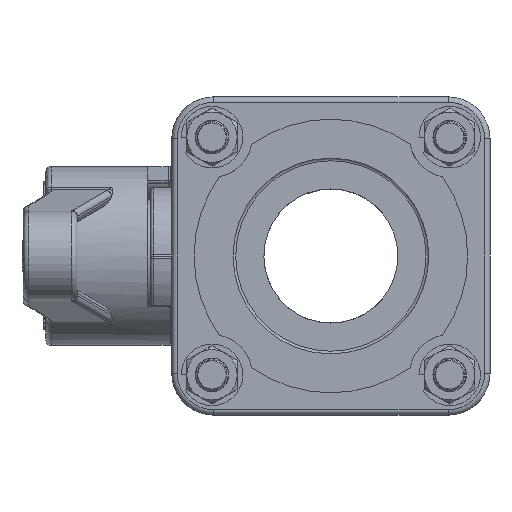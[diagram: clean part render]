
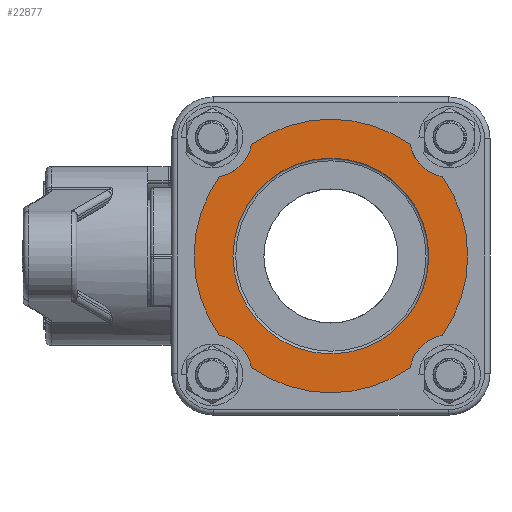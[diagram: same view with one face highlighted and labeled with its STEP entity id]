
A CAD part, left-side view. The second image highlights one B-rep face of the part: STEP entity #22877.
In plain terms, the highlighted planar face has unit normal (-1, 0, 0).
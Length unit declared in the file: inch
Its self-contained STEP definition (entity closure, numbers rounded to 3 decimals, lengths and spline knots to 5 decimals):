
#694=FACE_BOUND('',#8066,.T.);
#1282=PLANE('',#25373);
#6607=FACE_OUTER_BOUND('',#8065,.T.);
#8065=EDGE_LOOP('',(#21346,#21347,#21348,#21349,#21350,#21351,#21352,#21353));
#8066=EDGE_LOOP('',(#21354));
#9407=CIRCLE('',#25280,1.095);
#9417=CIRCLE('',#25295,0.45);
#9423=CIRCLE('',#25304,0.45);
#9425=CIRCLE('',#25308,0.45);
#9454=CIRCLE('',#25360,0.45);
#9455=CIRCLE('',#25362,1.53);
#9456=CIRCLE('',#25364,1.53);
#9457=CIRCLE('',#25366,1.53);
#9458=CIRCLE('',#25374,1.53);
#11458=VERTEX_POINT('',#44941);
#11471=VERTEX_POINT('',#45017);
#11472=VERTEX_POINT('',#45019);
#11481=VERTEX_POINT('',#45093);
#11482=VERTEX_POINT('',#45095);
#11485=VERTEX_POINT('',#45127);
#11486=VERTEX_POINT('',#45129);
#11512=VERTEX_POINT('',#45238);
#11513=VERTEX_POINT('',#45240);
#14700=EDGE_CURVE('',#11458,#11458,#9407,.T.);
#14716=EDGE_CURVE('',#11472,#11471,#9417,.T.);
#14730=EDGE_CURVE('',#11482,#11481,#9423,.T.);
#14736=EDGE_CURVE('',#11486,#11485,#9425,.T.);
#14786=EDGE_CURVE('',#11513,#11512,#9454,.T.);
#14788=EDGE_CURVE('',#11513,#11485,#9455,.T.);
#14789=EDGE_CURVE('',#11486,#11481,#9456,.T.);
#14790=EDGE_CURVE('',#11482,#11471,#9457,.T.);
#14796=EDGE_CURVE('',#11472,#11512,#9458,.T.);
#21346=ORIENTED_EDGE('',*,*,#14786,.T.);
#21347=ORIENTED_EDGE('',*,*,#14796,.F.);
#21348=ORIENTED_EDGE('',*,*,#14716,.T.);
#21349=ORIENTED_EDGE('',*,*,#14790,.F.);
#21350=ORIENTED_EDGE('',*,*,#14730,.T.);
#21351=ORIENTED_EDGE('',*,*,#14789,.F.);
#21352=ORIENTED_EDGE('',*,*,#14736,.T.);
#21353=ORIENTED_EDGE('',*,*,#14788,.F.);
#21354=ORIENTED_EDGE('',*,*,#14700,.T.);
#22877=ADVANCED_FACE('',(#6607,#694),#1282,.T.);
#25280=AXIS2_PLACEMENT_3D('',#44943,#31313,#31314);
#25295=AXIS2_PLACEMENT_3D('',#45020,#31345,#31346);
#25304=AXIS2_PLACEMENT_3D('',#45096,#31366,#31367);
#25308=AXIS2_PLACEMENT_3D('',#45130,#31376,#31377);
#25360=AXIS2_PLACEMENT_3D('',#45241,#31500,#31501);
#25362=AXIS2_PLACEMENT_3D('',#45244,#31505,#31506);
#25364=AXIS2_PLACEMENT_3D('',#45246,#31509,#31510);
#25366=AXIS2_PLACEMENT_3D('',#45248,#31513,#31514);
#25373=AXIS2_PLACEMENT_3D('',#45260,#31532,#31533);
#25374=AXIS2_PLACEMENT_3D('',#45261,#31534,#31535);
#31313=DIRECTION('center_axis',(1.,0.,0.));
#31314=DIRECTION('ref_axis',(0.,1.,0.));
#31345=DIRECTION('center_axis',(1.,0.,0.));
#31346=DIRECTION('ref_axis',(0.,0.,-1.));
#31366=DIRECTION('center_axis',(1.,0.,0.));
#31367=DIRECTION('ref_axis',(0.,0.,-1.));
#31376=DIRECTION('center_axis',(1.,0.,0.));
#31377=DIRECTION('ref_axis',(0.,0.,-1.));
#31500=DIRECTION('center_axis',(1.,0.,0.));
#31501=DIRECTION('ref_axis',(0.,0.,-1.));
#31505=DIRECTION('center_axis',(1.,0.,0.));
#31506=DIRECTION('ref_axis',(0.,1.,0.));
#31509=DIRECTION('center_axis',(1.,0.,0.));
#31510=DIRECTION('ref_axis',(0.,1.,0.));
#31513=DIRECTION('center_axis',(1.,0.,0.));
#31514=DIRECTION('ref_axis',(0.,1.,0.));
#31532=DIRECTION('center_axis',(-1.,0.,0.));
#31533=DIRECTION('ref_axis',(0.,0.,1.));
#31534=DIRECTION('center_axis',(1.,0.,0.));
#31535=DIRECTION('ref_axis',(0.,1.,0.));
#44941=CARTESIAN_POINT('',(-1.79,-1.095,0.));
#44943=CARTESIAN_POINT('Origin',(-1.79,0.,0.));
#45017=CARTESIAN_POINT('',(-1.79,-1.24663,-0.88703));
#45019=CARTESIAN_POINT('',(-1.79,-0.88703,-1.24663));
#45020=CARTESIAN_POINT('Origin',(-1.79,-1.32936,-1.32936));
#45093=CARTESIAN_POINT('',(-1.79,-0.88703,1.24663));
#45095=CARTESIAN_POINT('',(-1.79,-1.24663,0.88703));
#45096=CARTESIAN_POINT('Origin',(-1.79,-1.32936,1.32936));
#45127=CARTESIAN_POINT('',(-1.79,1.24663,0.88703));
#45129=CARTESIAN_POINT('',(-1.79,0.88703,1.24663));
#45130=CARTESIAN_POINT('Origin',(-1.79,1.32936,1.32936));
#45238=CARTESIAN_POINT('',(-1.79,0.88703,-1.24663));
#45240=CARTESIAN_POINT('',(-1.79,1.24663,-0.88703));
#45241=CARTESIAN_POINT('Origin',(-1.79,1.32936,-1.32936));
#45244=CARTESIAN_POINT('Origin',(-1.79,0.,0.));
#45246=CARTESIAN_POINT('Origin',(-1.79,0.,0.));
#45248=CARTESIAN_POINT('Origin',(-1.79,0.,0.));
#45260=CARTESIAN_POINT('Origin',(-1.79,1.3125,0.));
#45261=CARTESIAN_POINT('Origin',(-1.79,0.,0.));
